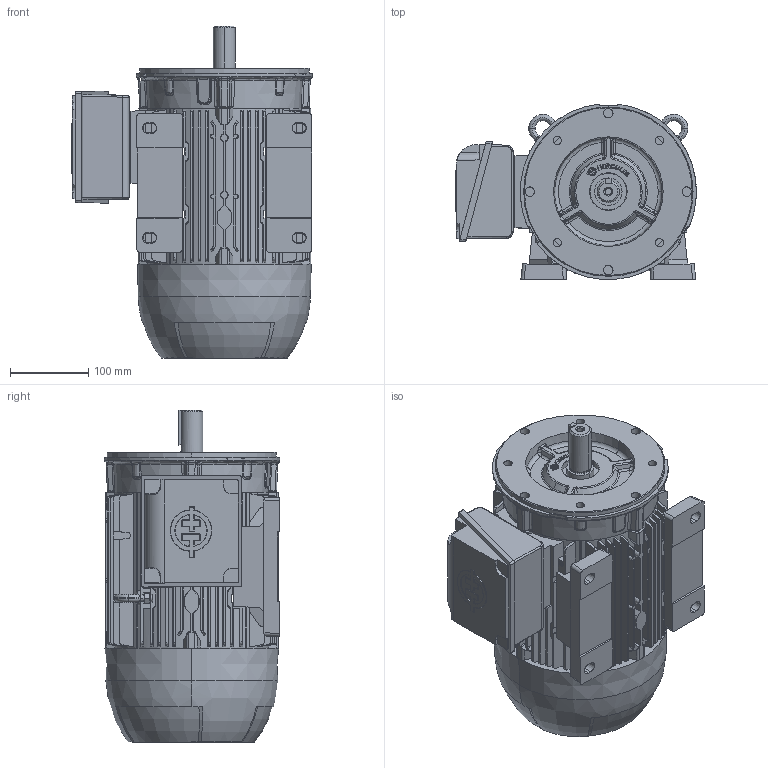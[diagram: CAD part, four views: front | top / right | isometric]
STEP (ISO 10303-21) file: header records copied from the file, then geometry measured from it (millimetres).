
FILE_DESCRIPTION (( 'STEP AP203' ), '1' );
FILE_NAME ('112L_CP_FC_RIGHT.STEP', '2022-06-29T11:11:41', ( '' ), ( '' ), 'SwSTEP 2.0', 'SolidWorks 2020', '' );
FILE_SCHEMA (( 'CONFIG_CONTROL_DESIGN' ));
Length unit declared in the file: millimetre
Products named in the file (1): 112L_CP_FC_RIGHT
Bounding box: 306.92 x 223.45 x 423.2 mm (x, y, z)
Surface area: 747113 mm2 (no closed solid volume)
Topology: 0 solids, 16 shells, 1831 faces, 5665 edges, 3807 vertices
Faces by surface type: plane 922, cylinder 374, bspline 222, cone 217, torus 96
Entity records: 73111 total; most frequent: CARTESIAN_POINT 27573, ORIENTED_EDGE 10035, DIRECTION 8152, EDGE_CURVE 5635, VERTEX_POINT 3807, LINE 2944, VECTOR 2944, AXIS2_PLACEMENT_3D 2604
